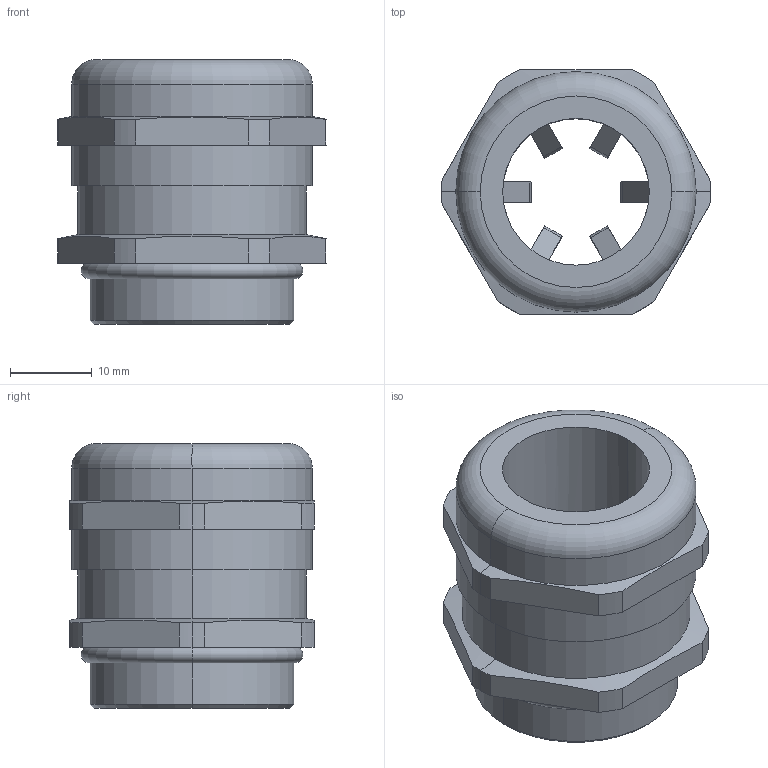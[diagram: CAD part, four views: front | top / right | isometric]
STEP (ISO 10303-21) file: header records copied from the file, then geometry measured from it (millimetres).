
FILE_DESCRIPTION (( 'STEP AP203' ), '1' );
FILE_NAME ('WNAC-M25(D13-18).STP', '2017-09-12T12:34:39', ( '微软用户' ), ( '微软中国' ), 'SwSTEP 2.0', 'SolidWorks 2012', '' );
FILE_SCHEMA (( 'CONFIG_CONTROL_DESIGN' ));
Length unit declared in the file: millimetre
Products named in the file (1): WNAC-M25(D13-18)
Bounding box: 33 x 30 x 32.5 mm (x, y, z)
Volume: 12660 mm3; surface area: 6250.8 mm2
Topology: 1 solids, 1 shells, 93 faces, 240 edges, 156 vertices
Faces by surface type: plane 47, cylinder 36, cone 6, torus 4
Entity records: 2949 total; most frequent: CARTESIAN_POINT 588, DIRECTION 484, ORIENTED_EDGE 480, EDGE_CURVE 240, AXIS2_PLACEMENT_3D 178, VERTEX_POINT 156, VECTOR 128, LINE 128
